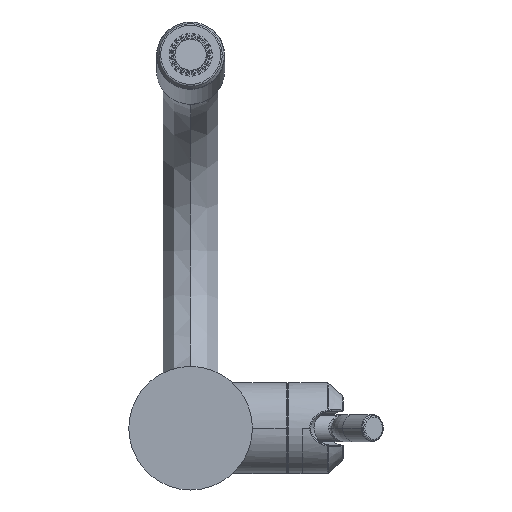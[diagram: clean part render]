
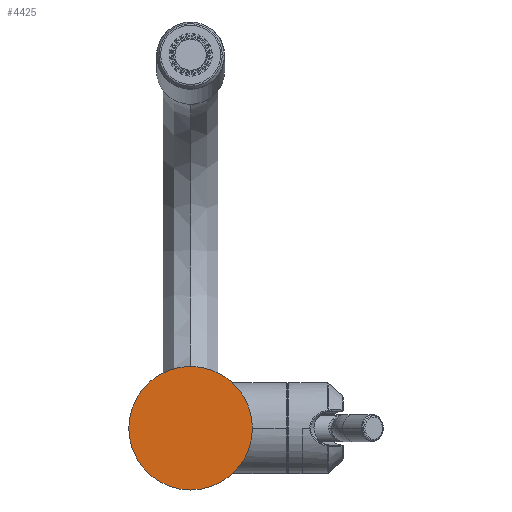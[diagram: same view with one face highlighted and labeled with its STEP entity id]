
A CAD part, front view. The second image highlights one B-rep face of the part: STEP entity #4425.
In plain terms, the highlighted planar face has unit normal (0, -1, 0).
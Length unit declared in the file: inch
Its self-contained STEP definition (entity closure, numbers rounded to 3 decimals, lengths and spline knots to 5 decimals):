
#1851=CARTESIAN_POINT('',(0.,0.37,0.));
#1852=DIRECTION('',(0.,-1.,0.));
#1853=DIRECTION('',(1.,0.,0.));
#1854=AXIS2_PLACEMENT_3D('',#1851,#1852,#1853);
#1874=CARTESIAN_POINT('',(0.,0.37,0.));
#1875=DIRECTION('',(0.,1.,0.));
#1876=DIRECTION('',(1.,0.,0.));
#1877=AXIS2_PLACEMENT_3D('',#1874,#1875,#1876);
#2041=CARTESIAN_POINT('',(1.2255,0.37,0.));
#2042=CARTESIAN_POINT('',(-1.2255,0.37,0.));
#2043=VERTEX_POINT('',#2041);
#2044=VERTEX_POINT('',#2042);
#4416=CARTESIAN_POINT('',(0.,0.37,0.));
#4417=DIRECTION('',(0.,-1.,0.));
#4418=DIRECTION('',(-1.,0.,0.));
#4419=AXIS2_PLACEMENT_3D('',#4416,#4417,#4418);
#4420=PLANE('',#4419);
#4421=ORIENTED_EDGE('',*,*,#4372,.F.);
#4422=ORIENTED_EDGE('',*,*,#4398,.T.);
#4423=EDGE_LOOP('',(#4421,#4422));
#4424=FACE_OUTER_BOUND('',#4423,.F.);
#1855=CIRCLE('',#1854,1.2255);
#1878=CIRCLE('',#1877,1.2255);
#4372=EDGE_CURVE('',#2043,#2044,#1855,.T.);
#4398=EDGE_CURVE('',#2043,#2044,#1878,.T.);
#4425=ADVANCED_FACE('',(#4424),#4420,.T.);
